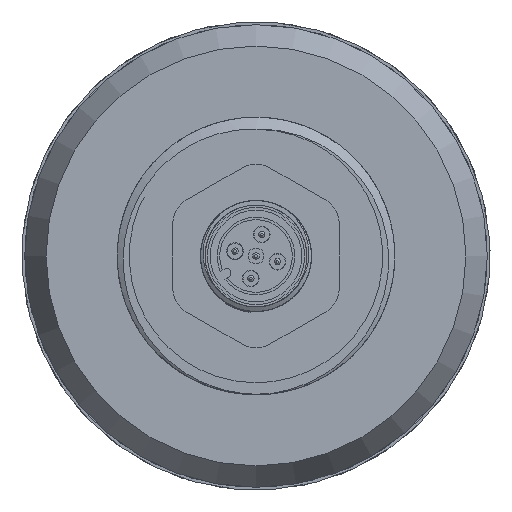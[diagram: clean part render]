
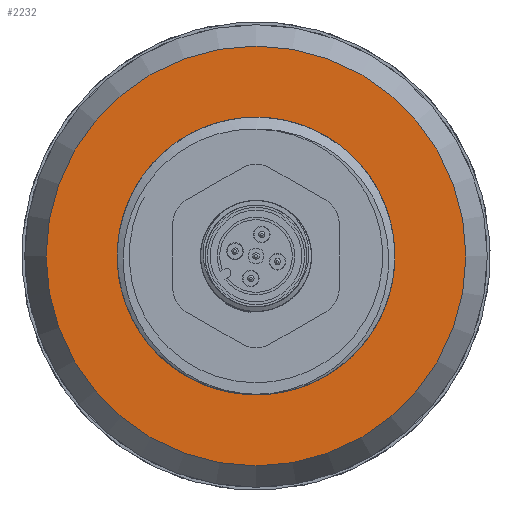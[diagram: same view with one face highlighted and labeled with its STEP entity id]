
A CAD part, front view. The second image highlights one B-rep face of the part: STEP entity #2232.
In plain terms, the highlighted planar face has unit normal (0, -1, 0).
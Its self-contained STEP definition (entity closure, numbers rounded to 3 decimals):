
#241=FACE_BOUND('',#470,.T.);
#276=PLANE('',#2592);
#326=FACE_OUTER_BOUND('',#469,.T.);
#469=EDGE_LOOP('',(#1538));
#470=EDGE_LOOP('',(#1539));
#883=CIRCLE('',#2591,22.691);
#884=CIRCLE('',#2593,13.);
#990=VERTEX_POINT('',#3541);
#991=VERTEX_POINT('',#3545);
#1207=EDGE_CURVE('',#990,#990,#883,.T.);
#1208=EDGE_CURVE('',#991,#991,#884,.T.);
#1538=ORIENTED_EDGE('',*,*,#1207,.F.);
#1539=ORIENTED_EDGE('',*,*,#1208,.F.);
#2232=ADVANCED_FACE('',(#326,#241),#276,.T.);
#2591=AXIS2_PLACEMENT_3D('',#3543,#2893,#2894);
#2592=AXIS2_PLACEMENT_3D('',#3544,#2895,#2896);
#2593=AXIS2_PLACEMENT_3D('',#3546,#2897,#2898);
#2893=DIRECTION('center_axis',(0.,1.,0.));
#2894=DIRECTION('ref_axis',(1.,0.,0.));
#2895=DIRECTION('center_axis',(0.,-1.,0.));
#2896=DIRECTION('ref_axis',(0.,0.,-1.));
#2897=DIRECTION('center_axis',(0.,-1.,0.));
#2898=DIRECTION('ref_axis',(1.,0.,0.));
#3541=CARTESIAN_POINT('',(-22.691,-2.5,0.));
#3543=CARTESIAN_POINT('Origin',(0.,-2.5,0.));
#3544=CARTESIAN_POINT('Origin',(-25.,-2.5,0.));
#3545=CARTESIAN_POINT('',(13.,-2.5,0.));
#3546=CARTESIAN_POINT('Origin',(0.,-2.5,0.));
